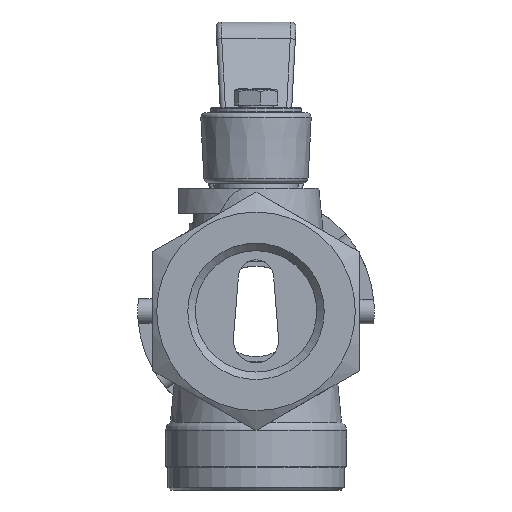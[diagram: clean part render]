
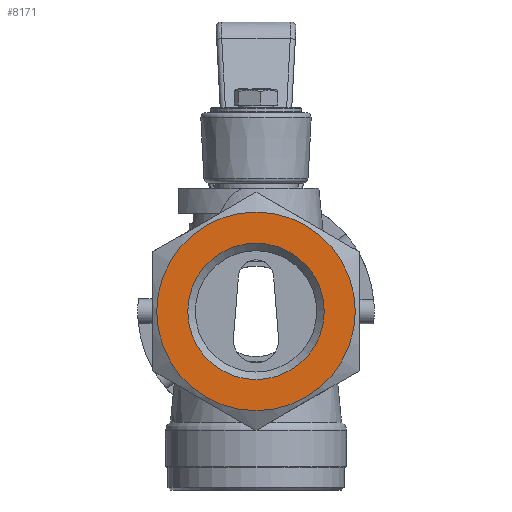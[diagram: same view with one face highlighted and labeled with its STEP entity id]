
A CAD part, left-side view. The second image highlights one B-rep face of the part: STEP entity #8171.
In plain terms, the highlighted planar face has unit normal (-1, 0, 0).
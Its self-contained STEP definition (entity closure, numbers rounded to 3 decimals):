
#508=FACE_BOUND('',#1514,.T.);
#638=PLANE('',#8888);
#1038=FACE_OUTER_BOUND('',#1513,.T.);
#1513=EDGE_LOOP('',(#6379));
#1514=EDGE_LOOP('',(#6380,#6381));
#2980=CIRCLE('',#8869,13.559);
#2981=CIRCLE('',#8870,13.559);
#2991=CIRCLE('',#8889,19.732);
#3509=VERTEX_POINT('',#13872);
#3510=VERTEX_POINT('',#13873);
#3522=VERTEX_POINT('',#13923);
#4514=EDGE_CURVE('',#3509,#3510,#2980,.T.);
#4515=EDGE_CURVE('',#3510,#3509,#2981,.T.);
#4534=EDGE_CURVE('',#3522,#3522,#2991,.T.);
#6379=ORIENTED_EDGE('',*,*,#4534,.F.);
#6380=ORIENTED_EDGE('',*,*,#4514,.T.);
#6381=ORIENTED_EDGE('',*,*,#4515,.T.);
#8171=ADVANCED_FACE('',(#1038,#508),#638,.F.);
#8869=AXIS2_PLACEMENT_3D('',#13874,#10399,#10400);
#8870=AXIS2_PLACEMENT_3D('',#13875,#10401,#10402);
#8888=AXIS2_PLACEMENT_3D('',#13922,#10445,#10446);
#8889=AXIS2_PLACEMENT_3D('',#13924,#10447,#10448);
#10399=DIRECTION('center_axis',(1.,0.,0.));
#10400=DIRECTION('ref_axis',(0.,0.,1.));
#10401=DIRECTION('center_axis',(1.,0.,0.));
#10402=DIRECTION('ref_axis',(0.,0.,1.));
#10445=DIRECTION('center_axis',(1.,0.,0.));
#10446=DIRECTION('ref_axis',(0.,0.,-1.));
#10447=DIRECTION('center_axis',(1.,0.,0.));
#10448=DIRECTION('ref_axis',(0.,0.,1.));
#13872=CARTESIAN_POINT('',(-36.,0.,50.059));
#13873=CARTESIAN_POINT('',(-36.,0.,22.942));
#13874=CARTESIAN_POINT('Origin',(-36.,0.,36.5));
#13875=CARTESIAN_POINT('Origin',(-36.,0.,36.5));
#13922=CARTESIAN_POINT('Origin',(-36.,0.,0.479));
#13923=CARTESIAN_POINT('',(-36.,0.,16.768));
#13924=CARTESIAN_POINT('Origin',(-36.,0.,36.5));
